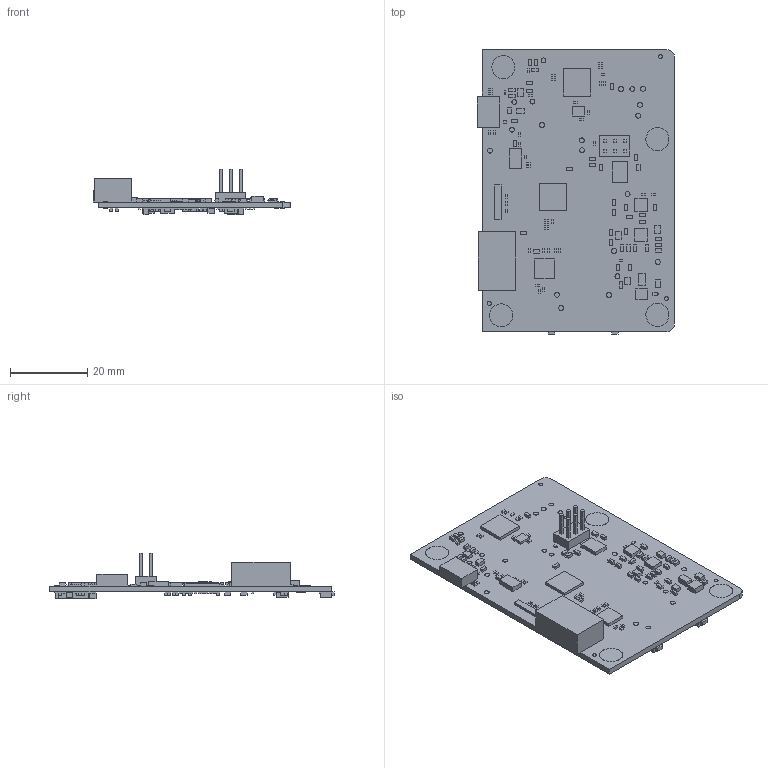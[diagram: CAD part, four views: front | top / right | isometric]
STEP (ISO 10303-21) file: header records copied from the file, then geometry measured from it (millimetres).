
FILE_DESCRIPTION(('Open CASCADE Model'),'2;1');
FILE_NAME('Open CASCADE Shape Model','2016-05-04T10:42:40',('Author'),( 'Open CASCADE'),'Open CASCADE STEP processor 6.8','Open CASCADE 6.8' ,'Unknown');
FILE_SCHEMA(('AUTOMOTIVE_DESIGN { 1 0 10303 214 1 1 1 1 }'));
Length unit declared in the file: millimetre
Products named in the file (288): PCB; Board; C95; 829722240; Extruded; R35; 676673976; R30; 829723600; R29; C77; 676672616; R33; 676673840; R26; R21; C75; C73; C71; X1; 829722648; FID6; 823332400; Cylinder; FID5; FID4; FID3; 825806176; FID2; FID1; C70; C69; C68; C67; C66; U9; 829724960; U3; 829724824; U2 ...
Assembly tree (459 placements, depth 4):
  PCB
    Board
    C95
      829722240
        Extruded
    R35
      676673976
        Extruded
    R30
      829723600
        Extruded
    R29
      829723600
        Extruded
    C77
      676672616
        Extruded
    R33
      676673840
        Extruded
    R26
      676673840
        Extruded
    R21
      676673840
        Extruded
    C75
      829722240
        Extruded
    C73
      829722240
        Extruded
    C71
      829722240
        Extruded
    X1
      829722648
        Extruded
    FID6
      823332400
        Cylinder
    FID5
      823332400
        Cylinder
    FID4
      823332400
        Cylinder
    FID3
      825806176
        Cylinder
    FID2
      825806176
        Cylinder
    FID1
      825806176
        Cylinder
    C70
      829722240
        Extruded
    C69
Bounding box: 51.04 x 73.63 x 11.88 mm (x, y, z)
Volume: 7202.7 mm3; surface area: 10602 mm2
Topology: 214 solids, 214 shells, 1404 faces, 2928 edges, 1952 vertices
Faces by surface type: plane 1376, cylinder 28
Full cylindrical faces by diameter (mm): 1.016 x6, 1.28 x20
Entity records: 22923 total; most frequent: DIRECTION 3355, CARTESIAN_POINT 3352, LINE 1825, VECTOR 1825, ORIENTED_EDGE 1242, PCURVE 1242, DEFINITIONAL_REPRESENTATION 1242, AXIS2_PLACEMENT_3D 765
